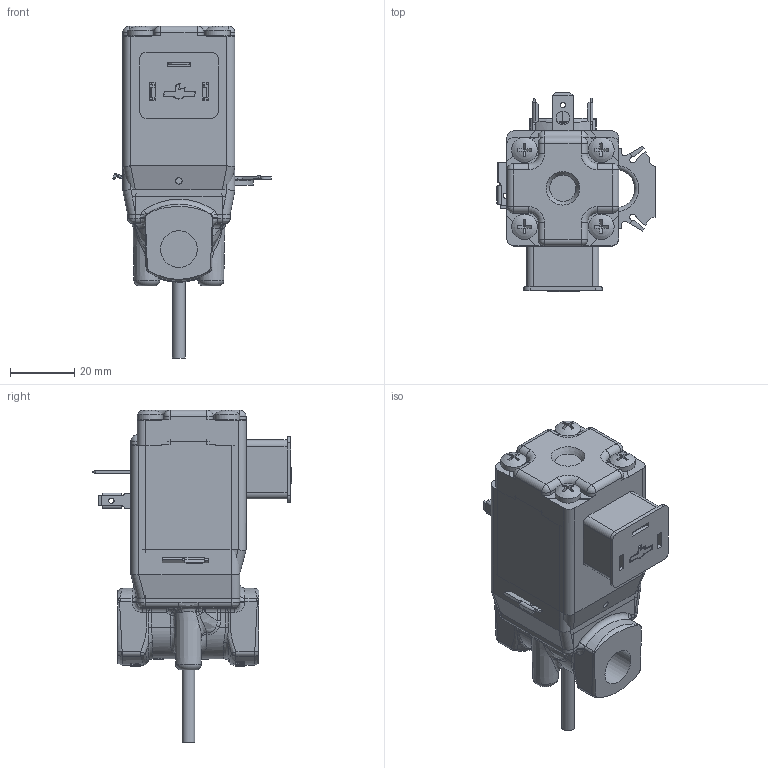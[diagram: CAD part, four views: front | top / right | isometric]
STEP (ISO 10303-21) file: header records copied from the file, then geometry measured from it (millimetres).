
FILE_DESCRIPTION( ( '3D Volumenmodell' ), '1' );
FILE_NAME( '8496004.8264.stp', '31.07.2013', ( 'PLu' ), ( 'Buschjost GmbH' ), 'PSStep 13.0', 'Solid Edge ST2', ' ' );
FILE_SCHEMA( ( 'AUTOMOTIVE_DESIGN { 1 0 10303 214 1 1 1 1 }' ) );
Length unit declared in the file: millimetre
Products named in the file (14): Assem1; 1242936_0000_00000-oa1; 1256165.0000.00000; 1240118_0000_00000; 1238448_0000_00000; ST_1240118_0000_00000-02; ST_1240118_0000_00000-01; ST_1242936_0000_00000-03-oa0; 1268533.0000.00000; 1231696.0000.00000; 1231696.0000.00000-oa2; 1231696.0000.00000-oa3; 1231696.0000.00000-oa4; 1250317.0000.00000
Bounding box: 49.6 x 62.17 x 103.67 mm (x, y, z)
Volume: 284574.9 mm3; surface area: 85071.7 mm2
Topology: 31 solids, 31 shells, 2696 faces, 6874 edges, 4270 vertices
Faces by surface type: plane 1650, cylinder 640, bspline 180, sphere 88, torus 58, extrusion 52, cone 28
Full cylindrical faces by diameter (mm): 1.65 x15, 2 x4, 3.242 x16, 3.3 x8, 4 x8, 4.1 x8, 4.269 x5, 4.5 x16, 4.75 x4, 8 x8, 11.445 x8, 11.92 x5, 13.5 x5
Entity records: 39521 total; most frequent: CARTESIAN_POINT 11481, ORIENTED_EDGE 4278, DIRECTION 4212, EDGE_CURVE 2139, AXIS2_PLACEMENT_3D 1457, VERTEX_POINT 1352, VECTOR 1298, LINE 1275
